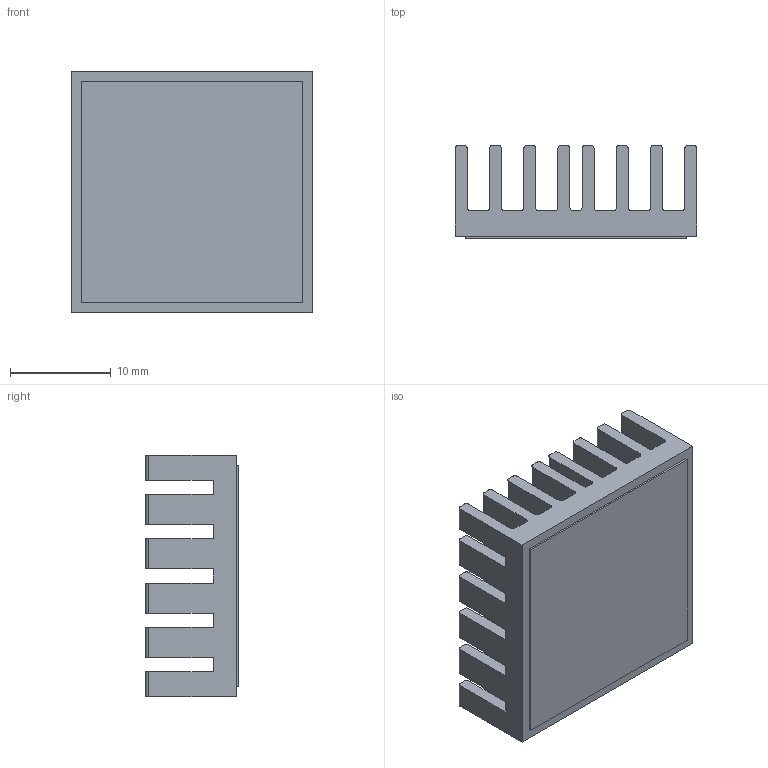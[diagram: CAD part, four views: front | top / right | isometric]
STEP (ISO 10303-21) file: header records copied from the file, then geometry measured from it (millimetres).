
FILE_DESCRIPTION((''),'2;1');
FILE_NAME('40906110092424_ASM','2025-12-15T15:04:02',('ITadmin'),(''),'CREO PARAMETRIC BY PTC INC, 2018050','CREO PARAMETRIC BY PTC INC, 2018050','');
FILE_SCHEMA(('CONFIG_CONTROL_DESIGN'));
Length unit declared in the file: millimetre
Products named in the file (2): PAD; 40906110092424_ASM
Assembly tree (1 placements, depth 2):
  40906110092424_ASM
    PAD
Bounding box: 24 x 9.2 x 24 mm (x, y, z)
Volume: 96.8 mm3; surface area: 4873.5 mm2
Topology: 1 solids, 2 shells, 380 faces, 1128 edges, 752 vertices
Faces by surface type: plane 200, cylinder 180
Entity records: 12879 total; most frequent: CARTESIAN_POINT 2263, ORIENTED_EDGE 2256, DIRECTION 2254, EDGE_CURVE 1128, VECTOR 768, LINE 768, VERTEX_POINT 752, AXIS2_PLACEMENT_3D 743
